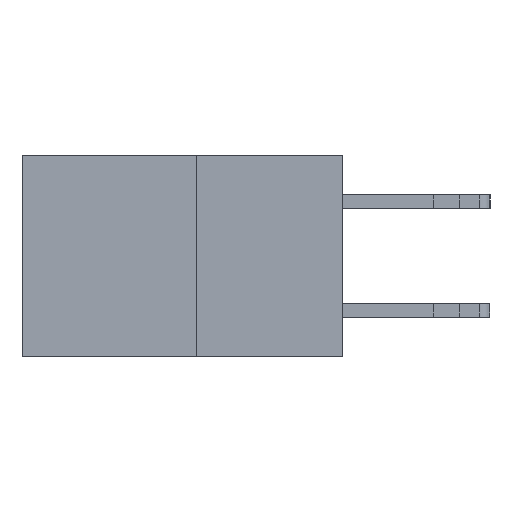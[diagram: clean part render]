
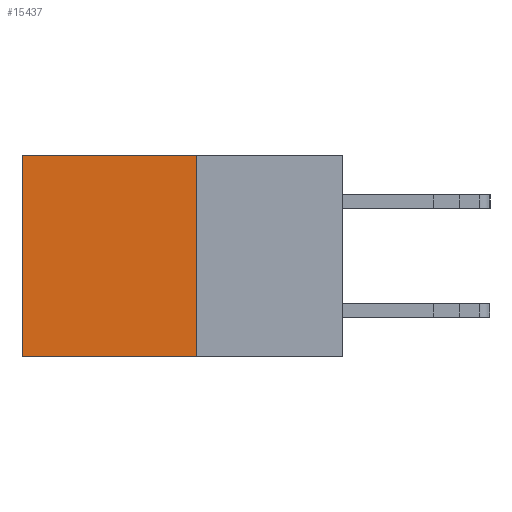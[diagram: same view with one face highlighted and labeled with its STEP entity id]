
A CAD part, left-side view. The second image highlights one B-rep face of the part: STEP entity #15437.
In plain terms, the highlighted planar face has unit normal (-1, 0, 0).
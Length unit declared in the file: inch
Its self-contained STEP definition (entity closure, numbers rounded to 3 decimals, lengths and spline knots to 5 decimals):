
#1484 = CARTESIAN_POINT ( 'NONE',  ( 0.277, 0.27, 0. ) ) ;
#1545 = EDGE_CURVE ( 'NONE', #4422, #9733, #27135, .T. ) ;
#4037 = LINE ( 'NONE', #7684, #20952 ) ;
#4422 = VERTEX_POINT ( 'NONE', #18333 ) ;
#6742 = CARTESIAN_POINT ( 'NONE',  ( 0.277, 0.27, -0.37 ) ) ;
#7112 = FACE_OUTER_BOUND ( 'NONE', #20465, .T. ) ;
#7684 = CARTESIAN_POINT ( 'NONE',  ( 0.277, 0.27, -0.37 ) ) ;
#9001 = DIRECTION ( 'NONE',  ( 0., 0., -1. ) ) ;
#9733 = VERTEX_POINT ( 'NONE', #11248 ) ;
#10159 = CARTESIAN_POINT ( 'NONE',  ( 0.277, 0.27, -0.37 ) ) ;
#10385 = VECTOR ( 'NONE', #15485, 39.37008 ) ;
#10652 = CARTESIAN_POINT ( 'NONE',  ( 0.277, 0.27, -0.37 ) ) ;
#11248 = CARTESIAN_POINT ( 'NONE',  ( 0.277, 0.59, -0.37 ) ) ;
#12965 = LINE ( 'NONE', #10159, #18133 ) ;
#15084 = LINE ( 'NONE', #24255, #15798 ) ;
#15283 = VERTEX_POINT ( 'NONE', #10652 ) ;
#15437 = ADVANCED_FACE ( 'NONE', ( #7112 ), #17751, .F. ) ;
#15485 = DIRECTION ( 'NONE',  ( 0., 0., -1. ) ) ;
#15798 = VECTOR ( 'NONE', #19815, 39.37008 ) ;
#15815 = CARTESIAN_POINT ( 'NONE',  ( 0.277, 0.59, -0.37 ) ) ;
#15827 = EDGE_CURVE ( 'NONE', #19992, #15283, #12965, .T. ) ;
#16467 = DIRECTION ( 'NONE',  ( 0., 1., 0. ) ) ;
#16534 = AXIS2_PLACEMENT_3D ( 'NONE', #6742, #22177, #9001 ) ;
#17751 = PLANE ( 'NONE',  #16534 ) ;
#18133 = VECTOR ( 'NONE', #27638, 39.37008 ) ;
#18333 = CARTESIAN_POINT ( 'NONE',  ( 0.277, 0.59, 0. ) ) ;
#18416 = ORIENTED_EDGE ( 'NONE', *, *, #1545, .T. ) ;
#19571 = ORIENTED_EDGE ( 'NONE', *, *, #25438, .F. ) ;
#19815 = DIRECTION ( 'NONE',  ( 0., 1., 0. ) ) ;
#19992 = VERTEX_POINT ( 'NONE', #1484 ) ;
#20465 = EDGE_LOOP ( 'NONE', ( #18416, #19571, #26629, #21078 ) ) ;
#20952 = VECTOR ( 'NONE', #16467, 39.37008 ) ;
#21078 = ORIENTED_EDGE ( 'NONE', *, *, #21543, .T. ) ;
#21543 = EDGE_CURVE ( 'NONE', #19992, #4422, #15084, .T. ) ;
#22177 = DIRECTION ( 'NONE',  ( 1., 0., 0. ) ) ;
#24255 = CARTESIAN_POINT ( 'NONE',  ( 0.277, 0.27, 0. ) ) ;
#25438 = EDGE_CURVE ( 'NONE', #15283, #9733, #4037, .T. ) ;
#26629 = ORIENTED_EDGE ( 'NONE', *, *, #15827, .F. ) ;
#27135 = LINE ( 'NONE', #15815, #10385 ) ;
#27638 = DIRECTION ( 'NONE',  ( 0., 0., -1. ) ) ;
